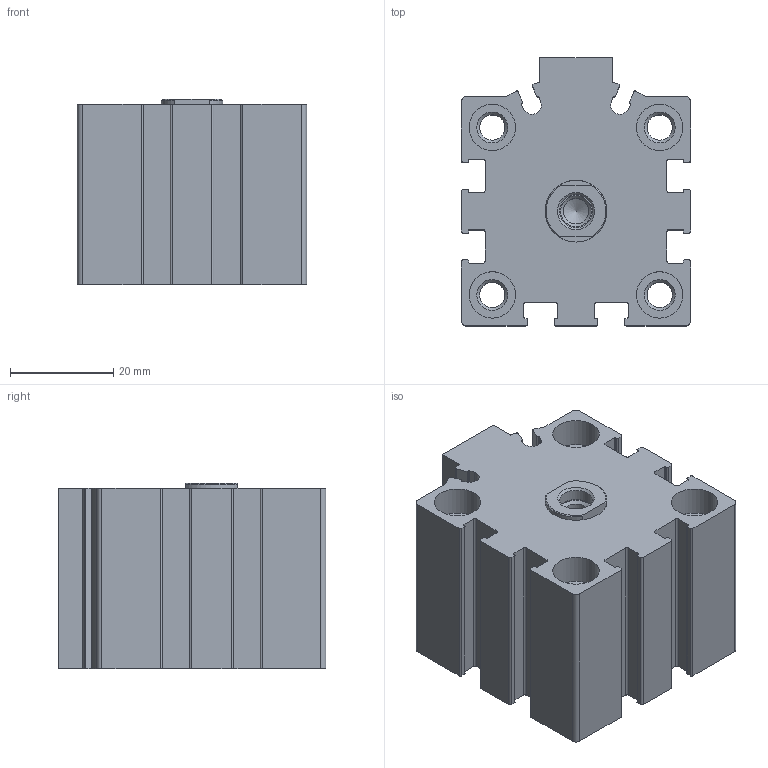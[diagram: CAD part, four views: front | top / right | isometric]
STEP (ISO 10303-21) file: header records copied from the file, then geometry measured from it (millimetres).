
FILE_DESCRIPTION(/* description */ ('STEP AP214'),/* implementation_level */ '2;1');
FILE_NAME(/* name */ '188196_AEVC-32-10-I-P',/* time_stamp */ '2024-08-02T19:16:29+02:00',/* author */ ('License CC BY-ND 4.0'),/* organization */ ('CADENAS'),/* preprocessor_version */ 'ST-DEVELOPER v19.3',/* originating_system */ 'PARTsolutions',/* authorisation */ ' ');
FILE_SCHEMA (('AUTOMOTIVE_DESIGN {1 0 10303 214 3 1 1}'));
Length unit declared in the file: millimetre
Products named in the file (3): 188196 AEVC-32-10-I-P---(asm_0); 188196 AEVC-32-10-I-P---(ZR); 188196 AEVC-32-10-I-P---(KS)
Assembly tree (2 placements, depth 2):
  188196 AEVC-32-10-I-P---(asm_0)
    188196 AEVC-32-10-I-P---(ZR)
    188196 AEVC-32-10-I-P---(KS)
Bounding box: 44.5 x 52 x 36 mm (x, y, z)
Volume: 53967.6 mm3; surface area: 22870.7 mm2
Topology: 2 solids, 2 shells, 190 faces, 513 edges, 341 vertices
Faces by surface type: cylinder 90, plane 86, cone 14
Full cylindrical faces by diameter (mm): 3 x1, 4.917 x5, 6.4 x1, 8.566 x1, 9 x8, 12 x2, 32 x2
Entity records: 5869 total; most frequent: DIRECTION 1048, CARTESIAN_POINT 1006, ORIENTED_EDGE 940, EDGE_CURVE 470, AXIS2_PLACEMENT_3D 389, VERTEX_POINT 331, LINE 270, VECTOR 270
